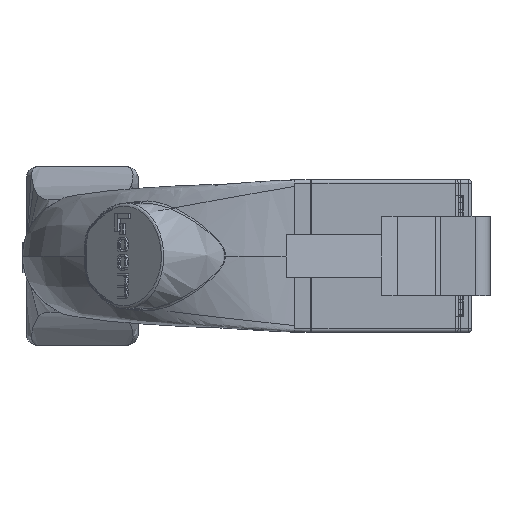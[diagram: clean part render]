
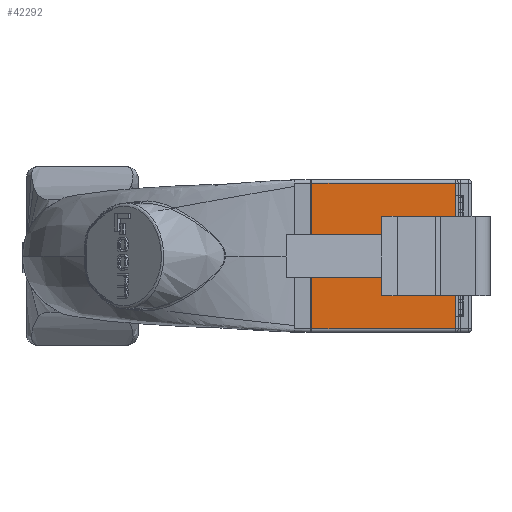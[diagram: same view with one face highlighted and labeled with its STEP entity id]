
A CAD part, left-side view. The second image highlights one B-rep face of the part: STEP entity #42292.
In plain terms, the highlighted face is planar.
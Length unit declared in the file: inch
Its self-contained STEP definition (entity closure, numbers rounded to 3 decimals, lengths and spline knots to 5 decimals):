
#8622 = EDGE_LOOP ( 'NONE', ( #16209, #16225, #16222, #16157, #16235, #16236, #16237, #16071 ) ) ;
#16071 = ORIENTED_EDGE ( 'NONE', *, *, #20376, .T. ) ;
#16157 = ORIENTED_EDGE ( 'NONE', *, *, #20255, .F. ) ;
#16209 = ORIENTED_EDGE ( 'NONE', *, *, #20251, .T. ) ;
#16222 = ORIENTED_EDGE ( 'NONE', *, *, #20245, .T. ) ;
#16225 = ORIENTED_EDGE ( 'NONE', *, *, #20253, .T. ) ;
#16235 = ORIENTED_EDGE ( 'NONE', *, *, #20199, .F. ) ;
#16236 = ORIENTED_EDGE ( 'NONE', *, *, #20257, .T. ) ;
#16237 = ORIENTED_EDGE ( 'NONE', *, *, #20259, .T. ) ;
#16605 = VERTEX_POINT ( 'NONE', #31206 ) ;
#16607 = VERTEX_POINT ( 'NONE', #31210 ) ;
#16637 = VERTEX_POINT ( 'NONE', #31266 ) ;
#16638 = VERTEX_POINT ( 'NONE', #31268 ) ;
#16652 = VERTEX_POINT ( 'NONE', #31294 ) ;
#16655 = VERTEX_POINT ( 'NONE', #31299 ) ;
#16656 = VERTEX_POINT ( 'NONE', #31301 ) ;
#16659 = VERTEX_POINT ( 'NONE', #31307 ) ;
#17181 = FACE_OUTER_BOUND ( 'NONE', #8622, .T. ) ;
#18172 = CARTESIAN_POINT ( 'NONE',  ( -0.23, 0.13, -0.485 ) ) ;
#18179 = PLANE ( 'NONE',  #19671 ) ;
#18181 = DIRECTION ( 'NONE',  ( 0., 1., 0. ) ) ;
#18182 = DIRECTION ( 'NONE',  ( -1., 0., 0. ) ) ;
#19671 = AXIS2_PLACEMENT_3D ( 'NONE', #18172, #18181, #18182 ) ;
#20199 = EDGE_CURVE ( 'NONE', #16637, #16638, #34500, .T. ) ;
#20245 = EDGE_CURVE ( 'NONE', #16656, #16652, #34535, .T. ) ;
#20251 = EDGE_CURVE ( 'NONE', #16607, #16655, #34546, .T. ) ;
#20253 = EDGE_CURVE ( 'NONE', #16655, #16656, #34548, .T. ) ;
#20255 = EDGE_CURVE ( 'NONE', #16638, #16652, #34550, .T. ) ;
#20257 = EDGE_CURVE ( 'NONE', #16637, #16659, #34552, .T. ) ;
#20259 = EDGE_CURVE ( 'NONE', #16659, #16605, #34554, .T. ) ;
#20376 = EDGE_CURVE ( 'NONE', #16605, #16607, #34669, .T. ) ;
#31206 = CARTESIAN_POINT ( 'NONE',  ( 0.22, 0.13, -0.485 ) ) ;
#31210 = CARTESIAN_POINT ( 'NONE',  ( -0.22, 0.13, -0.485 ) ) ;
#31266 = CARTESIAN_POINT ( 'NONE',  ( 0.12, 0.13, -0.05 ) ) ;
#31268 = CARTESIAN_POINT ( 'NONE',  ( 0.12, 0.13, -0.11 ) ) ;
#31294 = CARTESIAN_POINT ( 'NONE',  ( -0.12, 0.13, -0.11 ) ) ;
#31299 = CARTESIAN_POINT ( 'NONE',  ( -0.22, 0.13, -0.05 ) ) ;
#31301 = CARTESIAN_POINT ( 'NONE',  ( -0.12, 0.13, -0.05 ) ) ;
#31307 = CARTESIAN_POINT ( 'NONE',  ( 0.22, 0.13, -0.05 ) ) ;
#33658 = DIRECTION ( 'NONE',  ( 0., 0., -1. ) ) ;
#33664 = CARTESIAN_POINT ( 'NONE',  ( 0.12, 0.13, 0. ) ) ;
#33717 = CARTESIAN_POINT ( 'NONE',  ( -0.12, 0.13, 0. ) ) ;
#33730 = DIRECTION ( 'NONE',  ( 0., 0., -1. ) ) ;
#33737 = CARTESIAN_POINT ( 'NONE',  ( -0.22, 0.13, -0.485 ) ) ;
#33738 = DIRECTION ( 'NONE',  ( 0., 0., 1. ) ) ;
#33739 = CARTESIAN_POINT ( 'NONE',  ( -0.12, 0.13, -0.05 ) ) ;
#33740 = DIRECTION ( 'NONE',  ( 1., 0., 0. ) ) ;
#33741 = CARTESIAN_POINT ( 'NONE',  ( 0.12, 0.13, -0.11 ) ) ;
#33742 = DIRECTION ( 'NONE',  ( -1., 0., 0. ) ) ;
#33743 = CARTESIAN_POINT ( 'NONE',  ( -0.23, 0.13, -0.05 ) ) ;
#33744 = DIRECTION ( 'NONE',  ( 1., 0., 0. ) ) ;
#33745 = CARTESIAN_POINT ( 'NONE',  ( 0.22, 0.13, -0.485 ) ) ;
#33746 = DIRECTION ( 'NONE',  ( 0., 0., -1. ) ) ;
#34500 = LINE ( 'NONE', #33664, #34502 ) ;
#34502 = VECTOR ( 'NONE', #33658, 39.37008 ) ;
#34535 = LINE ( 'NONE', #33717, #34544 ) ;
#34544 = VECTOR ( 'NONE', #33730, 39.37008 ) ;
#34546 = LINE ( 'NONE', #33737, #34549 ) ;
#34548 = LINE ( 'NONE', #33739, #34551 ) ;
#34549 = VECTOR ( 'NONE', #33738, 39.37008 ) ;
#34550 = LINE ( 'NONE', #33741, #34553 ) ;
#34551 = VECTOR ( 'NONE', #33740, 39.37008 ) ;
#34552 = LINE ( 'NONE', #33743, #34555 ) ;
#34553 = VECTOR ( 'NONE', #33742, 39.37008 ) ;
#34554 = LINE ( 'NONE', #33745, #34557 ) ;
#34555 = VECTOR ( 'NONE', #33744, 39.37008 ) ;
#34557 = VECTOR ( 'NONE', #33746, 39.37008 ) ;
#34669 = LINE ( 'NONE', #35188, #34671 ) ;
#34671 = VECTOR ( 'NONE', #35195, 39.37008 ) ;
#35188 = CARTESIAN_POINT ( 'NONE',  ( -0.23, 0.13, -0.485 ) ) ;
#35195 = DIRECTION ( 'NONE',  ( -1., 0., 0. ) ) ;
#42292 = ADVANCED_FACE ( 'NONE', ( #17181 ), #18179, .T. ) ;
